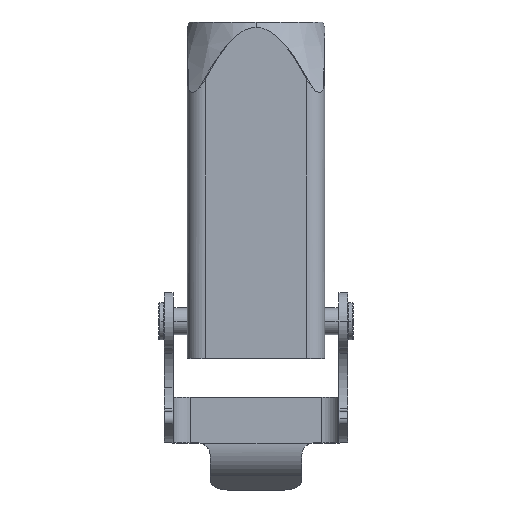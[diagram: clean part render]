
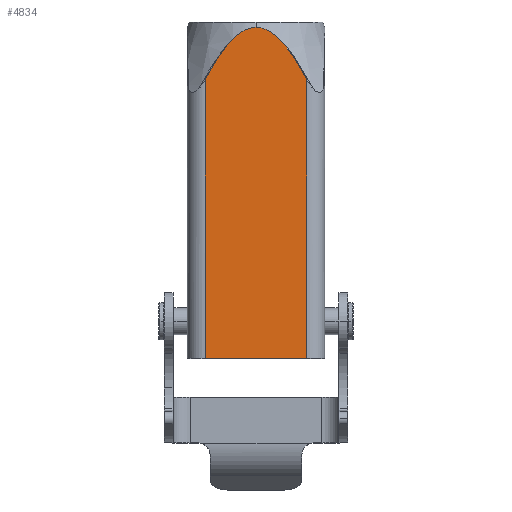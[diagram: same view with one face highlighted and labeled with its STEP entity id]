
A CAD part, top view. The second image highlights one B-rep face of the part: STEP entity #4834.
In plain terms, the highlighted planar face has unit normal (0, 0, 1).
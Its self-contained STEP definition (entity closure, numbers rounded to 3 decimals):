
#595=CARTESIAN_POINT('',(0.,61.673,12.));
#596=CARTESIAN_POINT('',(0.239,61.673,12.));
#597=CARTESIAN_POINT('',(0.736,61.63,12.));
#598=CARTESIAN_POINT('',(1.564,61.39,12.));
#599=CARTESIAN_POINT('',(2.411,60.962,12.));
#600=CARTESIAN_POINT('',(3.268,60.351,12.));
#601=CARTESIAN_POINT('',(3.832,59.839,12.));
#602=CARTESIAN_POINT('',(4.115,59.555,12.));
#628=CARTESIAN_POINT('',(-4.116,59.554,12.));
#629=CARTESIAN_POINT('',(-3.832,59.838,12.));
#630=CARTESIAN_POINT('',(-3.267,60.352,12.));
#631=CARTESIAN_POINT('',(-2.416,60.959,12.));
#632=CARTESIAN_POINT('',(-1.563,61.39,12.));
#633=CARTESIAN_POINT('',(-0.735,61.631,12.));
#634=CARTESIAN_POINT('',(-0.238,61.673,12.));
#635=CARTESIAN_POINT('',(0.,61.673,12.));
#679=CARTESIAN_POINT('',(8.9,52.485,12.));
#680=CARTESIAN_POINT('',(8.233,53.738,12.));
#681=CARTESIAN_POINT('',(6.824,56.207,12.));
#682=CARTESIAN_POINT('',(5.138,58.529,12.));
#683=CARTESIAN_POINT('',(4.115,59.555,12.));
#685=CARTESIAN_POINT('',(-4.116,59.554,12.));
#686=CARTESIAN_POINT('',(-5.14,58.528,12.));
#687=CARTESIAN_POINT('',(-6.823,56.206,12.));
#688=CARTESIAN_POINT('',(-8.233,53.738,12.));
#689=CARTESIAN_POINT('',(-8.9,52.485,12.));
#703=CARTESIAN_POINT('',(4.115,59.555,12.));
#721=DIRECTION('',(0.,-1.,0.));
#722=VECTOR('',#721,48.685);
#723=CARTESIAN_POINT('',(8.9,52.485,12.));
#724=LINE('',#723,#722);
#730=CARTESIAN_POINT('',(8.9,52.485,12.));
#840=DIRECTION('',(-1.,0.,0.));
#841=VECTOR('',#840,17.8);
#842=CARTESIAN_POINT('',(8.9,3.8,12.));
#843=LINE('',#842,#841);
#961=DIRECTION('',(0.,1.,0.));
#962=VECTOR('',#961,48.685);
#963=CARTESIAN_POINT('',(-8.9,3.8,12.));
#964=LINE('',#963,#962);
#981=CARTESIAN_POINT('',(-4.116,59.554,12.));
#1000=CARTESIAN_POINT('',(-8.9,52.485,12.));
#3331=CARTESIAN_POINT('',(0.,61.673,12.));
#3333=VERTEX_POINT('',#3331);
#3352=VERTEX_POINT('',#703);
#3467=CARTESIAN_POINT('',(8.9,3.8,12.));
#3469=VERTEX_POINT('',#3467);
#3555=VERTEX_POINT('',#730);
#3594=CARTESIAN_POINT('',(-8.9,3.8,12.));
#3595=VERTEX_POINT('',#3594);
#3651=VERTEX_POINT('',#981);
#3652=VERTEX_POINT('',#1000);
#4815=CARTESIAN_POINT('',(-8.9,62.601,12.));
#4816=DIRECTION('',(0.,0.,1.));
#4817=DIRECTION('',(1.,0.,0.));
#4818=AXIS2_PLACEMENT_3D('',#4815,#4816,#4817);
#4819=PLANE('',#4818);
#4820=ORIENTED_EDGE('',*,*,#4755,.T.);
#4822=ORIENTED_EDGE('',*,*,#4821,.F.);
#4824=ORIENTED_EDGE('',*,*,#4823,.T.);
#4826=ORIENTED_EDGE('',*,*,#4825,.T.);
#4828=ORIENTED_EDGE('',*,*,#4827,.T.);
#4830=ORIENTED_EDGE('',*,*,#4829,.F.);
#4831=ORIENTED_EDGE('',*,*,#4785,.T.);
#4832=EDGE_LOOP('',(#4820,#4822,#4824,#4826,#4828,#4830,#4831));
#4833=FACE_OUTER_BOUND('',#4832,.F.);
#4834=ADVANCED_FACE('',(#4833),#4819,.T.);
#603=B_SPLINE_CURVE_WITH_KNOTS('',3,(#595,#596,#597,#598,#599,#600,#601,#602),
.UNSPECIFIED.,.F.,.F.,(4,1,1,1,1,4),(0.,0.2,0.4,0.6,0.8,1.),
.UNSPECIFIED.);
#636=B_SPLINE_CURVE_WITH_KNOTS('',3,(#628,#629,#630,#631,#632,#633,#634,#635),
.UNSPECIFIED.,.F.,.F.,(4,1,1,1,1,4),(0.,0.2,0.4,0.6,0.8,1.),
.UNSPECIFIED.);
#684=B_SPLINE_CURVE_WITH_KNOTS('',3,(#679,#680,#681,#682,#683),.UNSPECIFIED.,
.F.,.F.,(4,1,4),(0.,0.5,1.),.UNSPECIFIED.);
#690=B_SPLINE_CURVE_WITH_KNOTS('',3,(#685,#686,#687,#688,#689),.UNSPECIFIED.,
.F.,.F.,(4,1,4),(0.,0.5,1.),.UNSPECIFIED.);
#4755=EDGE_CURVE('',#3333,#3352,#603,.T.);
#4785=EDGE_CURVE('',#3651,#3333,#636,.T.);
#4821=EDGE_CURVE('',#3555,#3352,#684,.T.);
#4823=EDGE_CURVE('',#3555,#3469,#724,.T.);
#4825=EDGE_CURVE('',#3469,#3595,#843,.T.);
#4827=EDGE_CURVE('',#3595,#3652,#964,.T.);
#4829=EDGE_CURVE('',#3651,#3652,#690,.T.);
